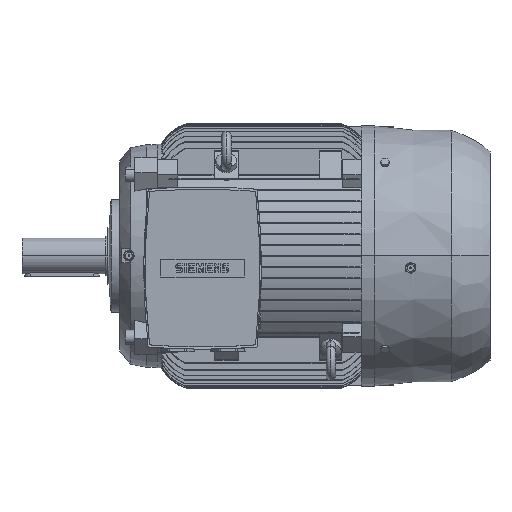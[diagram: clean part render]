
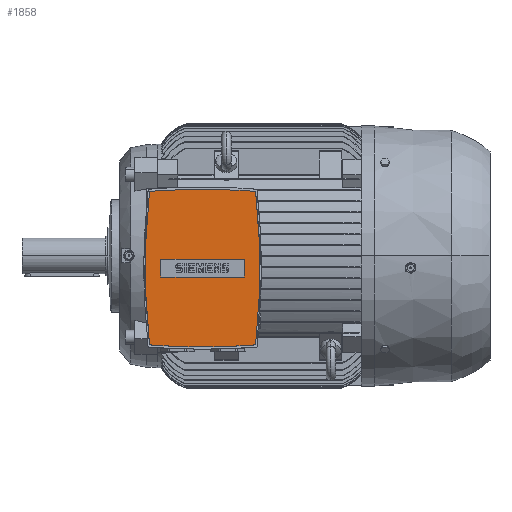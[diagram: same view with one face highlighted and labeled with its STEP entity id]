
A CAD part, top view. The second image highlights one B-rep face of the part: STEP entity #1858.
In plain terms, the highlighted planar face has unit normal (0, 0, 1).
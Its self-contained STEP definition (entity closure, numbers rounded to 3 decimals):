
#1858=ADVANCED_FACE('',(#4973,#4974),#4975,.T.);
#4973=FACE_BOUND('',#9394,.T.);
#4974=FACE_OUTER_BOUND('',#9395,.T.);
#4975=PLANE('',#9396);
#9394=EDGE_LOOP('',(#15208,#15209,#15210,#15211));
#9395=EDGE_LOOP('',(#15212,#15213,#15214,#15215,#15216,#15217));
#9396=AXIS2_PLACEMENT_3D('',#15218,#15219,#15220);
#15208=ORIENTED_EDGE('',*,*,#28132,.T.);
#15209=ORIENTED_EDGE('',*,*,#28129,.T.);
#15210=ORIENTED_EDGE('',*,*,#28126,.T.);
#15211=ORIENTED_EDGE('',*,*,#28123,.T.);
#15212=ORIENTED_EDGE('',*,*,#28176,.T.);
#15213=ORIENTED_EDGE('',*,*,#28177,.T.);
#15214=ORIENTED_EDGE('',*,*,#27697,.T.);
#15215=ORIENTED_EDGE('',*,*,#28178,.T.);
#15216=ORIENTED_EDGE('',*,*,#27690,.T.);
#15217=ORIENTED_EDGE('',*,*,#28179,.T.);
#15218=CARTESIAN_POINT('',(76.0,-21.0,338.0));
#15219=DIRECTION('',(0.0,0.0,1.0));
#15220=DIRECTION('',(0.0,-1.0,0.0));
#27690=EDGE_CURVE('',#33701,#33698,#33702,.T.);
#27697=EDGE_CURVE('',#33708,#33712,#33714,.T.);
#28123=EDGE_CURVE('',#34355,#34353,#34356,.T.);
#28126=EDGE_CURVE('',#34359,#34355,#34360,.T.);
#28129=EDGE_CURVE('',#34363,#34359,#34364,.T.);
#28132=EDGE_CURVE('',#34353,#34363,#34367,.T.);
#28176=EDGE_CURVE('',#34423,#34424,#34425,.T.);
#28177=EDGE_CURVE('',#34424,#33708,#34426,.T.);
#28178=EDGE_CURVE('',#33712,#33701,#34427,.T.);
#28179=EDGE_CURVE('',#33698,#34423,#34428,.T.);
#33698=VERTEX_POINT('',#45064);
#33701=VERTEX_POINT('',#45068);
#33702=CIRCLE('',#45069,1217.46);
#33708=VERTEX_POINT('',#45076);
#33712=VERTEX_POINT('',#45081);
#33714=CIRCLE('',#45084,1217.46);
#34353=VERTEX_POINT('',#46058);
#34355=VERTEX_POINT('',#46061);
#34356=LINE('',#46062,#46063);
#34359=VERTEX_POINT('',#46067);
#34360=LINE('',#46068,#46069);
#34363=VERTEX_POINT('',#46073);
#34364=LINE('',#46074,#46075);
#34367=LINE('',#46079,#46080);
#34423=VERTEX_POINT('',#46158);
#34424=VERTEX_POINT('',#46159);
#34425=CIRCLE('',#46160,1170.4);
#34426=CIRCLE('',#46161,1217.46);
#34427=CIRCLE('',#46162,1170.4);
#34428=CIRCLE('',#46163,1217.46);
#45064=CARTESIAN_POINT('',(76.,111.5,338.0));
#45068=CARTESIAN_POINT('',(165.345,108.217,338.0));
#45069=AXIS2_PLACEMENT_3D('',#68403,#68404,#68405);
#45076=CARTESIAN_POINT('',(76.,-153.5,338.0));
#45081=CARTESIAN_POINT('',(165.345,-150.217,338.0));
#45084=AXIS2_PLACEMENT_3D('',#68415,#68416,#68417);
#46058=CARTESIAN_POINT('',(146.0,-36.0,338.0));
#46061=CARTESIAN_POINT('',(146.0,-6.0,338.0));
#46062=CARTESIAN_POINT('',(146.0,-21.0,338.0));
#46063=VECTOR('',#68839,1.0);
#46067=CARTESIAN_POINT('',(6.0,-6.0,338.0));
#46068=CARTESIAN_POINT('',(76.0,-6.0,338.0));
#46069=VECTOR('',#68841,1.0);
#46073=CARTESIAN_POINT('',(6.0,-36.0,338.0));
#46074=CARTESIAN_POINT('',(6.0,-21.0,338.0));
#46075=VECTOR('',#68843,1.0);
#46079=CARTESIAN_POINT('',(76.0,-36.0,338.0));
#46080=VECTOR('',#68845,1.0);
#46158=CARTESIAN_POINT('',(-13.345,108.217,338.0));
#46159=CARTESIAN_POINT('',(-13.345,-150.217,338.0));
#46160=AXIS2_PLACEMENT_3D('',#68883,#68884,#68885);
#46161=AXIS2_PLACEMENT_3D('',#68886,#68887,#68888);
#46162=AXIS2_PLACEMENT_3D('',#68889,#68890,#68891);
#46163=AXIS2_PLACEMENT_3D('',#68892,#68893,#68894);
#68403=CARTESIAN_POINT('',(76.0,-1105.96,338.0));
#68404=DIRECTION('',(0.0,-0.0,1.0));
#68405=DIRECTION('',(0.0,1.0,0.0));
#68415=CARTESIAN_POINT('',(76.0,1063.96,338.0));
#68416=DIRECTION('',(0.0,-0.0,1.0));
#68417=DIRECTION('',(0.0,1.0,0.0));
#68839=DIRECTION('',(0.0,-1.0,0.0));
#68841=DIRECTION('',(1.0,0.0,-0.0));
#68843=DIRECTION('',(0.0,1.0,0.0));
#68845=DIRECTION('',(-1.0,0.0,0.0));
#68883=CARTESIAN_POINT('',(1149.9,-21.0,338.0));
#68884=DIRECTION('',(0.0,-0.0,1.0));
#68885=DIRECTION('',(0.0,1.0,0.0));
#68886=CARTESIAN_POINT('',(76.0,1063.96,338.0));
#68887=DIRECTION('',(0.0,-0.0,1.0));
#68888=DIRECTION('',(0.0,1.0,0.0));
#68889=CARTESIAN_POINT('',(-997.9,-21.0,338.0));
#68890=DIRECTION('',(0.0,-0.0,1.0));
#68891=DIRECTION('',(0.0,1.0,0.0));
#68892=CARTESIAN_POINT('',(76.0,-1105.96,338.0));
#68893=DIRECTION('',(0.0,-0.0,1.0));
#68894=DIRECTION('',(0.0,1.0,0.0));
